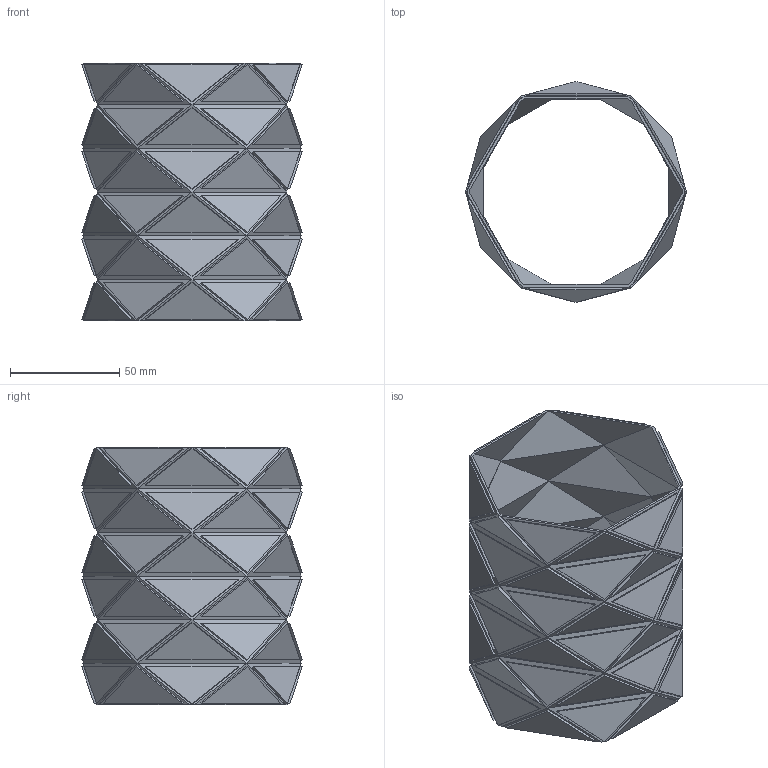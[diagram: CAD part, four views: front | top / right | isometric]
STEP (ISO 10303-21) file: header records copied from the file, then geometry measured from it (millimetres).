
FILE_DESCRIPTION(/* description */ (''),/* implementation_level */ '2;1');
FILE_NAME(/* name */ 'origami_living_hinge.step',/* time_stamp */ '2025-07-27T16:45:27-07:00',/* author */ (''),/* organization */ (''),/* preprocessor_version */ 'ST-DEVELOPER v20.1',/* originating_system */ 'Autodesk Translation Framework v14.10.0.0',/* authorisation */ '');
FILE_SCHEMA (('AUTOMOTIVE_DESIGN { 1 0 10303 214 3 1 1 }'));
Length unit declared in the file: millimetre
Products named in the file (2): (Unsaved); Component1
Assembly tree (1 placements, depth 2):
  (Unsaved)
    Component1
Bounding box: 101.07 x 101.07 x 118 mm (x, y, z)
Volume: 64275.1 mm3; surface area: 82300.4 mm2
Topology: 2 solids, 2 shells, 439 faces, 969 edges, 606 vertices
Faces by surface type: plane 439
Entity records: 11721 total; most frequent: CARTESIAN_POINT 2017, ORIENTED_EDGE 1938, DIRECTION 1853, LINE 969, VECTOR 969, EDGE_CURVE 969, VERTEX_POINT 606, EDGE_LOOP 513
